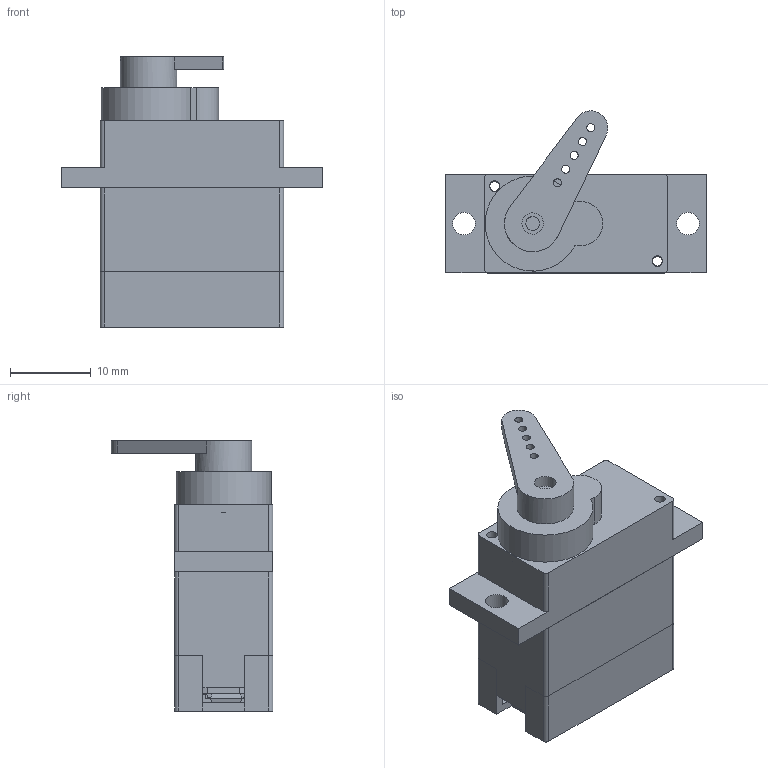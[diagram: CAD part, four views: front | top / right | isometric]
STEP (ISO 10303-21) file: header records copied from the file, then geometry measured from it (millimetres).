
FILE_DESCRIPTION(/* description */ (''),/* implementation_level */ '2;1');
FILE_NAME(/* name */ 'ServoMotor v2.step',/* time_stamp */ '2023-02-21T18:44:36+05:30',/* author */ (''),/* organization */ (''),/* preprocessor_version */ 'ST-DEVELOPER v19.2',/* originating_system */ 'Autodesk Translation Framework v11.17.0.187',/* authorisation */ '');
FILE_SCHEMA (('AUTOMOTIVE_DESIGN { 1 0 10303 214 3 1 1 }'));
Length unit declared in the file: millimetre
Products named in the file (11): ServoMotor ; CenterCover; UnderCover; UpCover; Motor; DoubleGear; Gear(3.5mm); Gear(3mm); Gear(4mm); Part2^ServoMotor; Angle
Assembly tree (10 placements, depth 2):
  ServoMotor 
    CenterCover
    UnderCover
    UpCover
    Motor
    DoubleGear
    Gear(3.5mm)
    Gear(3mm)
    Gear(4mm)
    Part2^ServoMotor
    Angle
Bounding box: 32.3 x 20.07 x 33.5 mm (x, y, z)
Volume: 4931 mm3; surface area: 9154.4 mm2
Topology: 13 solids, 13 shells, 1539 faces, 4168 edges, 2665 vertices
Faces by surface type: plane 1255, cylinder 265, sphere 11, bspline 4, torus 4
Full cylindrical faces by diameter (mm): 0.75 x2, 1 x5, 1.2 x9, 1.25 x2, 1.3 x8, 1.6 x1, 1.7 x3, 2.5 x1, 2.65 x1, 2.8 x2, 4 x1, 4.25 x1, 5 x1, 5.1 x1, 6.1 x1, 7 x1, 8 x2, 8.1 x6, 8.8 x1
Entity records: 48623 total; most frequent: CARTESIAN_POINT 8494, ORIENTED_EDGE 8330, DIRECTION 7848, EDGE_CURVE 4165, LINE 3594, VECTOR 3594, VERTEX_POINT 2665, AXIS2_PLACEMENT_3D 2127
